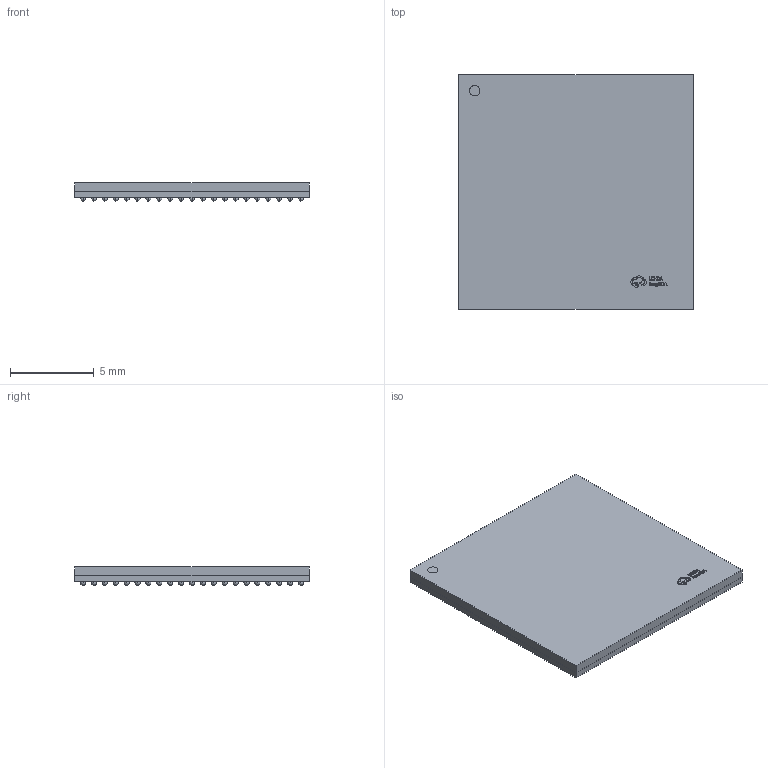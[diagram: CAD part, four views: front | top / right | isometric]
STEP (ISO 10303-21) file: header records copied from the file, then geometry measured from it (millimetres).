
FILE_DESCRIPTION (( 'STEP AP214' ), '1' );
FILE_NAME ('BGA-347_L14.0-W14.0-R21-C21-P0.65-TL.step', '2022-06-22T13:29:05', ( '' ), ( '' ), 'SwSTEP 2.0', 'SolidWorks 2020', '' );
FILE_SCHEMA (( 'AUTOMOTIVE_DESIGN' ));
Length unit declared in the file: millimetre
Products named in the file (1): BGA-347_L14.0-W14.0-R21-C21-P0.65-TL
Bounding box: 14 x 14 x 1.11 mm (x, y, z)
Volume: 178.3 mm3; surface area: 882.1 mm2
Topology: 2 solids, 2 shells, 996 faces, 3933 edges, 2622 vertices
Faces by surface type: sphere 694, plane 188, bspline 112, cylinder 2
Entity records: 40981 total; most frequent: CARTESIAN_POINT 6880, DIRECTION 5132, ORIENTED_EDGE 4396, AXIS2_PLACEMENT_3D 2277, EDGE_CURVE 2198, VERTEX_POINT 1581, CIRCLE 1392, EDGE_LOOP 1371
